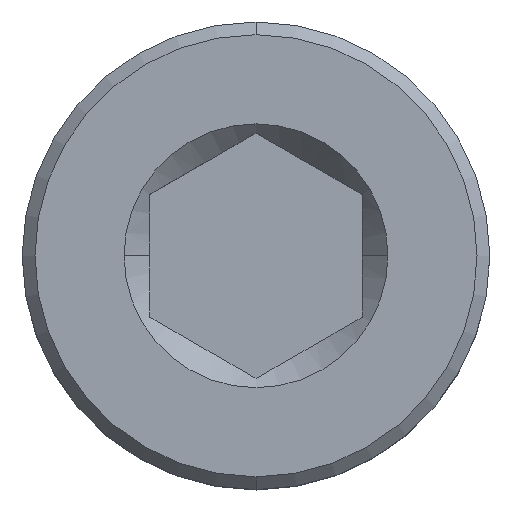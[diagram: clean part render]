
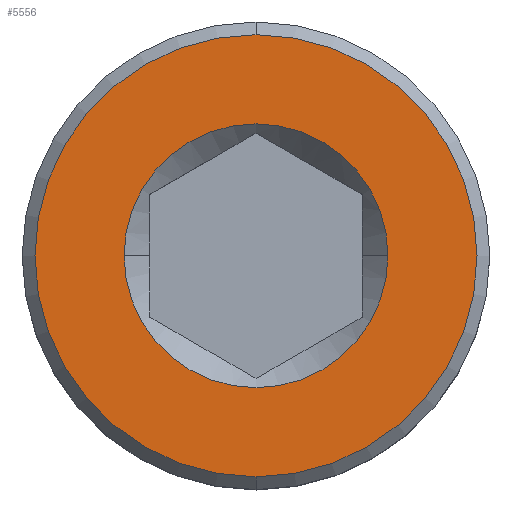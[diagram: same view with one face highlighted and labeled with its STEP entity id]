
A CAD part, top view. The second image highlights one B-rep face of the part: STEP entity #5556.
In plain terms, the highlighted planar face has unit normal (0, 0, 1).
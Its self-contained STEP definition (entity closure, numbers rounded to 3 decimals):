
#466 = EDGE_CURVE ( 'NONE', #3259, #4449, #5378, .T. ) ;
#477 = CARTESIAN_POINT ( 'NONE',  ( 0., 2.6, 19. ) ) ;
#553 = DIRECTION ( 'NONE',  ( 1., 0., 0. ) ) ;
#624 = CARTESIAN_POINT ( 'NONE',  ( 0., 0., 19. ) ) ;
#858 = AXIS2_PLACEMENT_3D ( 'NONE', #2805, #6278, #2781 ) ;
#1447 = ORIENTED_EDGE ( 'NONE', *, *, #7558, .F. ) ;
#1512 = CARTESIAN_POINT ( 'NONE',  ( 0., 0., 19. ) ) ;
#1791 = EDGE_LOOP ( 'NONE', ( #4272, #6836 ) ) ;
#2176 = FACE_OUTER_BOUND ( 'NONE', #2227, .T. ) ;
#2227 = EDGE_LOOP ( 'NONE', ( #3987, #1447 ) ) ;
#2451 = VERTEX_POINT ( 'NONE', #4964 ) ;
#2531 = PLANE ( 'NONE',  #4263 ) ;
#2532 = EDGE_CURVE ( 'NONE', #2696, #2451, #3361, .T. ) ;
#2581 = CARTESIAN_POINT ( 'NONE',  ( -1.552, 0., 19. ) ) ;
#2696 = VERTEX_POINT ( 'NONE', #477 ) ;
#2747 = DIRECTION ( 'NONE',  ( 0., 0., -1. ) ) ;
#2781 = DIRECTION ( 'NONE',  ( 0., 1., 0. ) ) ;
#2805 = CARTESIAN_POINT ( 'NONE',  ( 0., 0., 19. ) ) ;
#2833 = EDGE_CURVE ( 'NONE', #4449, #3259, #7303, .T. ) ;
#3259 = VERTEX_POINT ( 'NONE', #2581 ) ;
#3361 = CIRCLE ( 'NONE', #6436, 2.6 ) ;
#3384 = CIRCLE ( 'NONE', #858, 2.6 ) ;
#3623 = FACE_BOUND ( 'NONE', #1791, .T. ) ;
#3813 = DIRECTION ( 'NONE',  ( 0., 1., 0. ) ) ;
#3987 = ORIENTED_EDGE ( 'NONE', *, *, #2532, .F. ) ;
#4263 = AXIS2_PLACEMENT_3D ( 'NONE', #5468, #4906, #5497 ) ;
#4272 = ORIENTED_EDGE ( 'NONE', *, *, #2833, .F. ) ;
#4449 = VERTEX_POINT ( 'NONE', #7376 ) ;
#4906 = DIRECTION ( 'NONE',  ( 0., 0., 1. ) ) ;
#4964 = CARTESIAN_POINT ( 'NONE',  ( 0., -2.6, 19. ) ) ;
#5013 = DIRECTION ( 'NONE',  ( 1., 0., 0. ) ) ;
#5063 = CARTESIAN_POINT ( 'NONE',  ( 0., 0., 19. ) ) ;
#5378 = CIRCLE ( 'NONE', #5697, 1.552 ) ;
#5468 = CARTESIAN_POINT ( 'NONE',  ( 0., 0., 19. ) ) ;
#5497 = DIRECTION ( 'NONE',  ( 0., -1., 0. ) ) ;
#5556 = ADVANCED_FACE ( 'NONE', ( #3623, #2176 ), #2531, .T. ) ;
#5589 = DIRECTION ( 'NONE',  ( 0., 0., 1. ) ) ;
#5606 = AXIS2_PLACEMENT_3D ( 'NONE', #624, #7055, #553 ) ;
#5697 = AXIS2_PLACEMENT_3D ( 'NONE', #5063, #5589, #5013 ) ;
#6278 = DIRECTION ( 'NONE',  ( 0., 0., -1. ) ) ;
#6436 = AXIS2_PLACEMENT_3D ( 'NONE', #1512, #2747, #3813 ) ;
#6836 = ORIENTED_EDGE ( 'NONE', *, *, #466, .F. ) ;
#7055 = DIRECTION ( 'NONE',  ( 0., 0., 1. ) ) ;
#7303 = CIRCLE ( 'NONE', #5606, 1.552 ) ;
#7376 = CARTESIAN_POINT ( 'NONE',  ( 1.552, 0., 19. ) ) ;
#7558 = EDGE_CURVE ( 'NONE', #2451, #2696, #3384, .T. ) ;
